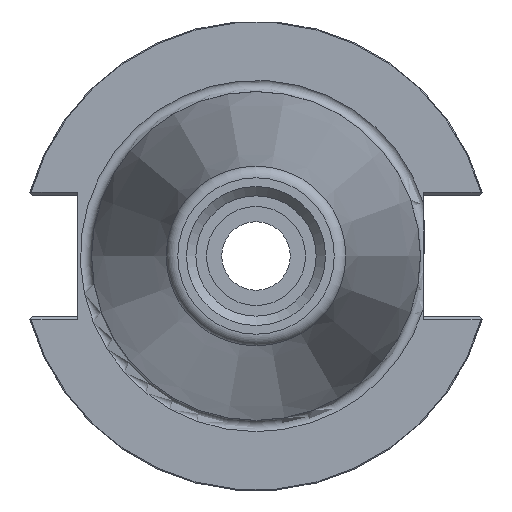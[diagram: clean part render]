
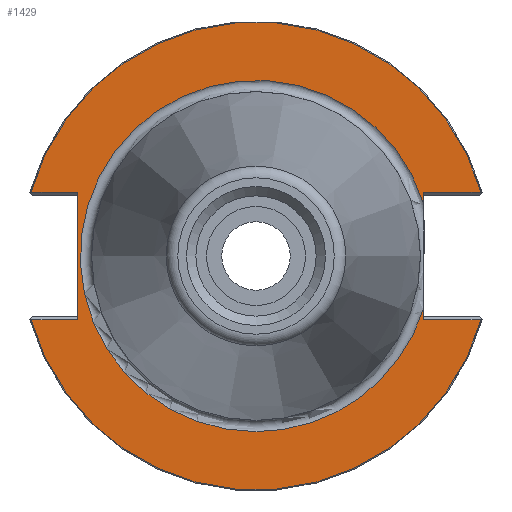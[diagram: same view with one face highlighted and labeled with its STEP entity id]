
A CAD part, left-side view. The second image highlights one B-rep face of the part: STEP entity #1429.
In plain terms, the highlighted planar face has unit normal (-1, 0, 0).
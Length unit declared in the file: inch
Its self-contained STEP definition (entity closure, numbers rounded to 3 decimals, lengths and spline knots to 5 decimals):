
#124=PLANE('',#1559);
#168=FACE_OUTER_BOUND('',#253,.T.);
#253=EDGE_LOOP('',(#1054,#1055,#1056,#1057,#1058,#1059,#1060,#1061,#1062,
#1063,#1064));
#345=LINE('',#2119,#457);
#346=LINE('',#2141,#458);
#353=LINE('',#2193,#465);
#355=LINE('',#2197,#467);
#356=LINE('',#2199,#468);
#357=LINE('',#2201,#469);
#358=LINE('',#2204,#470);
#457=VECTOR('',#1740,0.0526);
#458=VECTOR('',#1741,0.0526);
#465=VECTOR('',#1760,0.30821);
#467=VECTOR('',#1764,0.24821);
#468=VECTOR('',#1765,0.67625);
#469=VECTOR('',#1766,0.24821);
#470=VECTOR('',#1769,0.30821);
#566=CIRCLE('',#1554,1.245);
#568=CIRCLE('',#1560,1.245);
#569=CIRCLE('',#1561,0.93468);
#570=CIRCLE('',#1562,0.93468);
#628=VERTEX_POINT('',#2116);
#629=VERTEX_POINT('',#2118);
#630=VERTEX_POINT('',#2120);
#631=VERTEX_POINT('',#2140);
#635=VERTEX_POINT('',#2149);
#636=VERTEX_POINT('',#2158);
#643=VERTEX_POINT('',#2196);
#644=VERTEX_POINT('',#2198);
#645=VERTEX_POINT('',#2200);
#646=VERTEX_POINT('',#2202);
#647=VERTEX_POINT('',#2205);
#782=EDGE_CURVE('',#629,#628,#345,.T.);
#784=EDGE_CURVE('',#631,#630,#346,.T.);
#789=EDGE_CURVE('',#635,#636,#566,.T.);
#798=EDGE_CURVE('',#628,#636,#353,.T.);
#800=EDGE_CURVE('',#643,#635,#355,.T.);
#801=EDGE_CURVE('',#644,#643,#356,.T.);
#802=EDGE_CURVE('',#645,#644,#357,.T.);
#803=EDGE_CURVE('',#646,#645,#568,.T.);
#804=EDGE_CURVE('',#646,#631,#358,.T.);
#805=EDGE_CURVE('',#630,#647,#569,.T.);
#806=EDGE_CURVE('',#647,#629,#570,.T.);
#1054=ORIENTED_EDGE('',*,*,#789,.F.);
#1055=ORIENTED_EDGE('',*,*,#800,.F.);
#1056=ORIENTED_EDGE('',*,*,#801,.F.);
#1057=ORIENTED_EDGE('',*,*,#802,.F.);
#1058=ORIENTED_EDGE('',*,*,#803,.F.);
#1059=ORIENTED_EDGE('',*,*,#804,.T.);
#1060=ORIENTED_EDGE('',*,*,#784,.T.);
#1061=ORIENTED_EDGE('',*,*,#805,.T.);
#1062=ORIENTED_EDGE('',*,*,#806,.T.);
#1063=ORIENTED_EDGE('',*,*,#782,.T.);
#1064=ORIENTED_EDGE('',*,*,#798,.T.);
#1429=ADVANCED_FACE('',(#168),#124,.T.);
#1554=AXIS2_PLACEMENT_3D('',#2159,#1747,#1748);
#1559=AXIS2_PLACEMENT_3D('',#2195,#1762,#1763);
#1560=AXIS2_PLACEMENT_3D('',#2203,#1767,#1768);
#1561=AXIS2_PLACEMENT_3D('',#2206,#1770,#1771);
#1562=AXIS2_PLACEMENT_3D('',#2207,#1772,#1773);
#1740=DIRECTION('',(0.,0.,1.));
#1741=DIRECTION('',(0.,0.,1.));
#1747=DIRECTION('center_axis',(1.,0.,0.));
#1748=DIRECTION('ref_axis',(0.,0.,
1.));
#1760=DIRECTION('',(0.,-1.,0.));
#1762=DIRECTION('center_axis',(-1.,0.,0.));
#1763=DIRECTION('ref_axis',(0.,0.,1.));
#1764=DIRECTION('',(0.,1.,0.));
#1765=DIRECTION('',(0.,0.,1.));
#1766=DIRECTION('',(0.,-1.,0.));
#1767=DIRECTION('center_axis',(1.,0.,0.));
#1768=DIRECTION('ref_axis',(0.,0.,
-1.));
#1769=DIRECTION('',(0.,1.,0.));
#1770=DIRECTION('center_axis',(1.,0.,0.));
#1771=DIRECTION('ref_axis',(0.,0.,1.));
#1772=DIRECTION('center_axis',(1.,0.,0.));
#1773=DIRECTION('ref_axis',(0.,0.,1.));
#2116=CARTESIAN_POINT('',(-1.17746,-0.89001,0.33812));
#2118=CARTESIAN_POINT('',(-1.17746,-0.89001,0.28553));
#2119=CARTESIAN_POINT('',(-1.17746,-0.89001,0.));
#2120=CARTESIAN_POINT('',(-1.17746,-0.89001,-0.28553));
#2140=CARTESIAN_POINT('',(-1.17746,-0.89001,-0.33813));
#2141=CARTESIAN_POINT('',(-1.17746,-0.89001,0.));
#2149=CARTESIAN_POINT('',(-1.17746,1.19819,0.33812));
#2158=CARTESIAN_POINT('',(-1.17746,-1.19822,0.33812));
#2159=CARTESIAN_POINT('Origin',(-1.17746,-0.00001,
0.));
#2193=CARTESIAN_POINT('',(-1.17746,-0.90251,0.33812));
#2195=CARTESIAN_POINT('Origin',(-1.17746,-0.87501,0.));
#2196=CARTESIAN_POINT('',(-1.17746,0.94999,0.33812));
#2197=CARTESIAN_POINT('',(-1.17746,0.02749,0.33812));
#2198=CARTESIAN_POINT('',(-1.17746,0.94999,-0.33813));
#2199=CARTESIAN_POINT('',(-1.17746,0.94999,-0.33813));
#2200=CARTESIAN_POINT('',(-1.17746,1.19819,-0.33813));
#2201=CARTESIAN_POINT('',(-1.17746,0.27749,-0.33813));
#2202=CARTESIAN_POINT('',(-1.17746,-1.19822,-0.33813));
#2203=CARTESIAN_POINT('Origin',(-1.17746,-0.00001,
0.));
#2204=CARTESIAN_POINT('',(-1.17746,-0.90251,-0.33813));
#2205=CARTESIAN_POINT('',(-1.17746,-0.00001,-0.93468));
#2206=CARTESIAN_POINT('Origin',(-1.17746,-0.00001,
0.));
#2207=CARTESIAN_POINT('Origin',(-1.17746,-0.00001,
0.));
